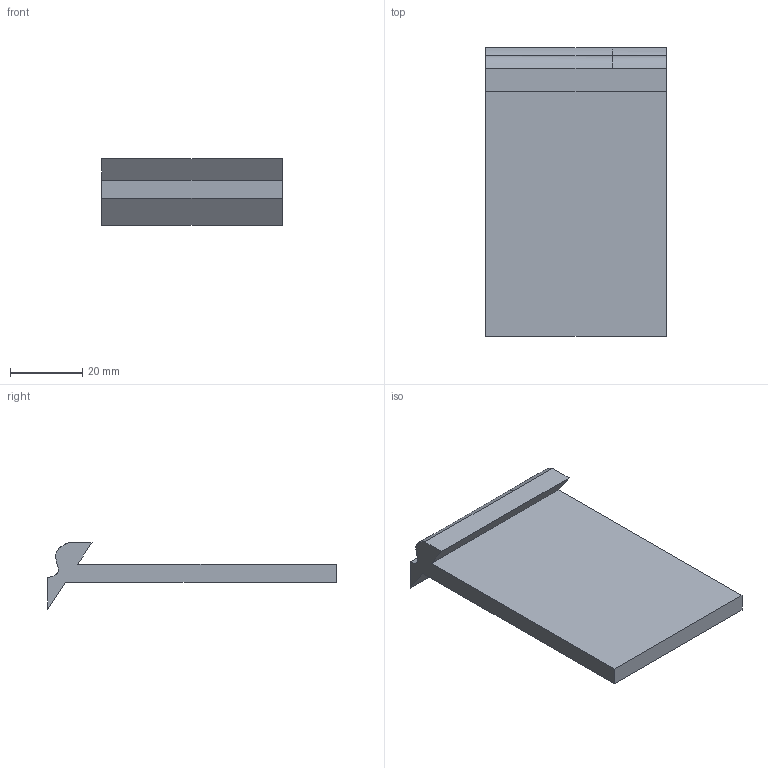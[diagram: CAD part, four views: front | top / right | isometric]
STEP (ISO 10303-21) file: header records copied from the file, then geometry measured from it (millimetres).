
FILE_DESCRIPTION(/* description */ (''),/* implementation_level */ '2;1');
FILE_NAME(/* name */ 'PPICK_listok v10.step',/* time_stamp */ '2023-01-21T13:46:15+03:00',/* author */ (''),/* organization */ (''),/* preprocessor_version */ 'ST-DEVELOPER v19.2',/* originating_system */ 'Autodesk Translation Framework v11.17.0.187',/* authorisation */ '');
FILE_SCHEMA (('AUTOMOTIVE_DESIGN { 1 0 10303 214 3 1 1 }'));
Length unit declared in the file: millimetre
Products named in the file (1): PPICK_listok
Bounding box: 50 x 80.02 x 18.52 mm (x, y, z)
Volume: 22683.1 mm3; surface area: 10744.3 mm2
Topology: 1 solids, 1 shells, 14 faces, 36 edges, 24 vertices
Faces by surface type: plane 12, bspline 2
Entity records: 549 total; most frequent: CARTESIAN_POINT 178, ORIENTED_EDGE 72, DIRECTION 59, EDGE_CURVE 36, LINE 33, VECTOR 33, VERTEX_POINT 24, FACE_OUTER_BOUND 14
